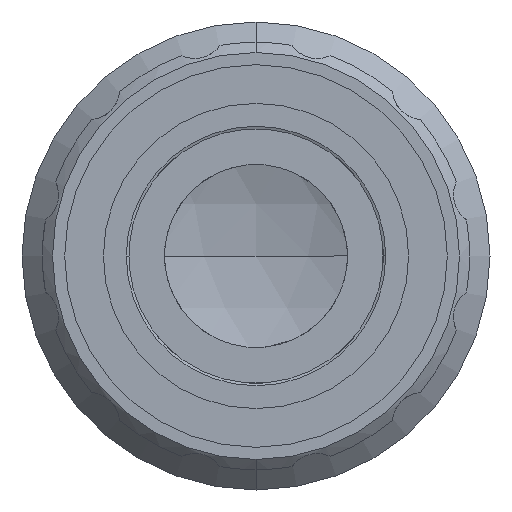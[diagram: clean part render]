
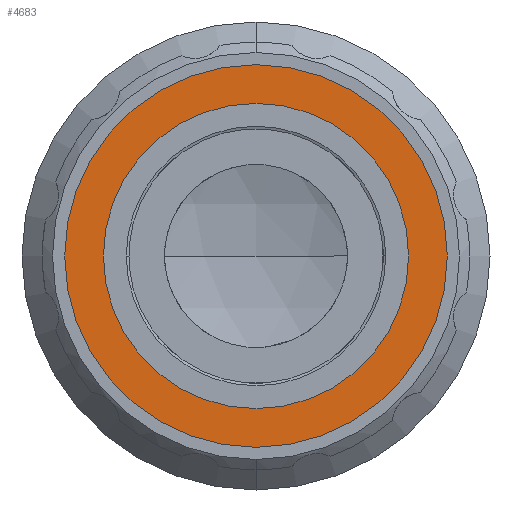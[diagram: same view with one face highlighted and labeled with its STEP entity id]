
A CAD part, left-side view. The second image highlights one B-rep face of the part: STEP entity #4683.
In plain terms, the highlighted planar face has unit normal (-1, 0, 0).
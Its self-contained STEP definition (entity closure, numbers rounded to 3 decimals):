
#254 = EDGE_CURVE ( 'NONE', #23164, #7743, #17119, .T. ) ;
#835 = VERTEX_POINT ( 'NONE', #8897 ) ;
#899 = CARTESIAN_POINT ( 'NONE',  ( -47.633, 0., -14.5 ) ) ;
#1354 = DIRECTION ( 'NONE',  ( -1., 0., 0. ) ) ;
#1991 = AXIS2_PLACEMENT_3D ( 'NONE', #5755, #18301, #7572 ) ;
#3251 = CARTESIAN_POINT ( 'NONE',  ( -47.633, 0., 0. ) ) ;
#3334 = ORIENTED_EDGE ( 'NONE', *, *, #254, .T. ) ;
#4424 = CARTESIAN_POINT ( 'NONE',  ( -47.633, 0., -18.8 ) ) ;
#4678 = DIRECTION ( 'NONE',  ( 1., 0., 0. ) ) ;
#4683 = ADVANCED_FACE ( 'NONE', ( #17164, #7659 ), #22586, .F. ) ;
#4713 = DIRECTION ( 'NONE',  ( -1., 0., 0. ) ) ;
#4900 = DIRECTION ( 'NONE',  ( -1., 0., 0. ) ) ;
#5755 = CARTESIAN_POINT ( 'NONE',  ( -47.633, 0., 0. ) ) ;
#7334 = AXIS2_PLACEMENT_3D ( 'NONE', #10045, #4678, #17231 ) ;
#7572 = DIRECTION ( 'NONE',  ( 0., 0., 1. ) ) ;
#7659 = FACE_BOUND ( 'NONE', #10283, .T. ) ;
#7712 = AXIS2_PLACEMENT_3D ( 'NONE', #3251, #1354, #9493 ) ;
#7743 = VERTEX_POINT ( 'NONE', #4424 ) ;
#8897 = CARTESIAN_POINT ( 'NONE',  ( -47.633, 0., 14.5 ) ) ;
#9316 = CIRCLE ( 'NONE', #13373, 18.8 ) ;
#9493 = DIRECTION ( 'NONE',  ( 0., 0., 1. ) ) ;
#9786 = VERTEX_POINT ( 'NONE', #899 ) ;
#10045 = CARTESIAN_POINT ( 'NONE',  ( -47.633, 15., 0. ) ) ;
#10093 = ORIENTED_EDGE ( 'NONE', *, *, #20497, .F. ) ;
#10283 = EDGE_LOOP ( 'NONE', ( #18662, #10093 ) ) ;
#12238 = ORIENTED_EDGE ( 'NONE', *, *, #15287, .T. ) ;
#12984 = CIRCLE ( 'NONE', #22986, 14.5 ) ;
#13337 = EDGE_CURVE ( 'NONE', #835, #9786, #12984, .T. ) ;
#13373 = AXIS2_PLACEMENT_3D ( 'NONE', #15460, #4713, #17275 ) ;
#15287 = EDGE_CURVE ( 'NONE', #7743, #23164, #9316, .T. ) ;
#15460 = CARTESIAN_POINT ( 'NONE',  ( -47.633, 0., 0. ) ) ;
#15645 = CARTESIAN_POINT ( 'NONE',  ( -47.633, 0., 0. ) ) ;
#17119 = CIRCLE ( 'NONE', #7712, 18.8 ) ;
#17164 = FACE_OUTER_BOUND ( 'NONE', #18664, .T. ) ;
#17231 = DIRECTION ( 'NONE',  ( 0., 0., -1. ) ) ;
#17275 = DIRECTION ( 'NONE',  ( 0., 0., 1. ) ) ;
#17450 = DIRECTION ( 'NONE',  ( 0., 0., 1. ) ) ;
#18301 = DIRECTION ( 'NONE',  ( -1., 0., 0. ) ) ;
#18462 = CIRCLE ( 'NONE', #1991, 14.5 ) ;
#18662 = ORIENTED_EDGE ( 'NONE', *, *, #13337, .F. ) ;
#18664 = EDGE_LOOP ( 'NONE', ( #3334, #12238 ) ) ;
#20384 = CARTESIAN_POINT ( 'NONE',  ( -47.633, 0., 18.8 ) ) ;
#20497 = EDGE_CURVE ( 'NONE', #9786, #835, #18462, .T. ) ;
#22586 = PLANE ( 'NONE',  #7334 ) ;
#22986 = AXIS2_PLACEMENT_3D ( 'NONE', #15645, #4900, #17450 ) ;
#23164 = VERTEX_POINT ( 'NONE', #20384 ) ;
